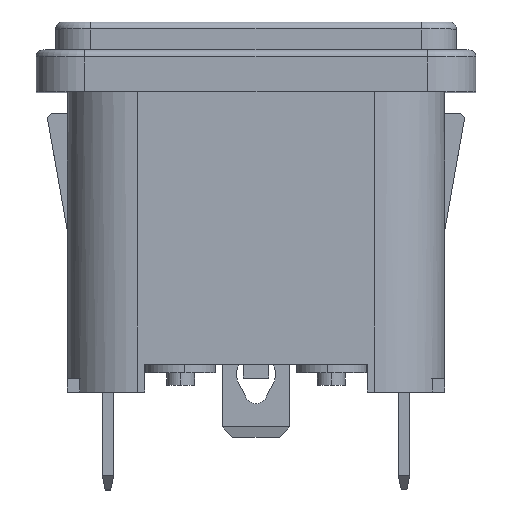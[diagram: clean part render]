
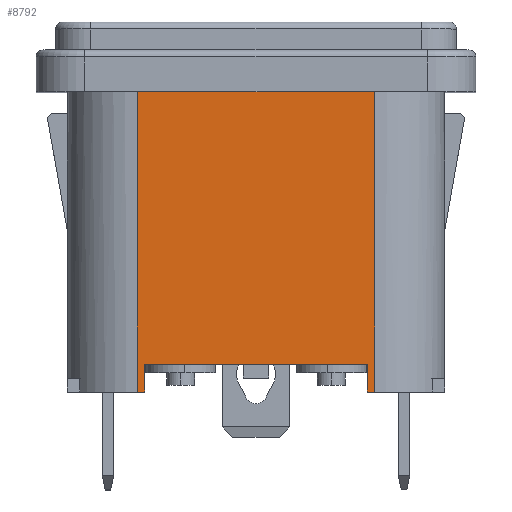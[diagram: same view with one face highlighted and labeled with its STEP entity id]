
A CAD part, top view. The second image highlights one B-rep face of the part: STEP entity #8792.
In plain terms, the highlighted planar face has unit normal (0, 0, 1).
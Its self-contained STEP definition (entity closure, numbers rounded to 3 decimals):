
#56 = VERTEX_POINT ( 'NONE', #9090 ) ;
#1467 = DIRECTION ( 'NONE',  ( 1., 0., 0. ) ) ;
#1844 = ORIENTED_EDGE ( 'NONE', *, *, #17234, .F. ) ;
#2211 = ORIENTED_EDGE ( 'NONE', *, *, #23775, .T. ) ;
#2401 = CARTESIAN_POINT ( 'NONE',  ( -6.747, -3.626, 15.6 ) ) ;
#3082 = CARTESIAN_POINT ( 'NONE',  ( -28.197, -5.626, 15.6 ) ) ;
#5104 = EDGE_CURVE ( 'NONE', #22789, #25094, #12142, .T. ) ;
#5225 = ORIENTED_EDGE ( 'NONE', *, *, #21971, .T. ) ;
#6198 = VECTOR ( 'NONE', #1467, 1000. ) ;
#6511 = VERTEX_POINT ( 'NONE', #11091 ) ;
#7157 = CARTESIAN_POINT ( 'NONE',  ( -22.647, -3.626, 15.6 ) ) ;
#8189 = VERTEX_POINT ( 'NONE', #14146 ) ;
#8357 = DIRECTION ( 'NONE',  ( 0., 1., 0. ) ) ;
#8664 = CARTESIAN_POINT ( 'NONE',  ( -23.197, 1.374, 15.6 ) ) ;
#8792 = ADVANCED_FACE ( 'NONE', ( #22538 ), #30712, .F. ) ;
#9090 = CARTESIAN_POINT ( 'NONE',  ( -23.197, 15.874, 15.6 ) ) ;
#9680 = DIRECTION ( 'NONE',  ( -1., 0., 0. ) ) ;
#9799 = CARTESIAN_POINT ( 'NONE',  ( -6.747, -3.626, 15.6 ) ) ;
#10379 = EDGE_CURVE ( 'NONE', #29586, #20684, #10953, .T. ) ;
#10599 = LINE ( 'NONE', #18461, #6198 ) ;
#10838 = VECTOR ( 'NONE', #36312, 1000. ) ;
#10953 = LINE ( 'NONE', #9799, #11833 ) ;
#11091 = CARTESIAN_POINT ( 'NONE',  ( -6.197, 15.874, 15.6 ) ) ;
#11833 = VECTOR ( 'NONE', #35122, 1000. ) ;
#12142 = LINE ( 'NONE', #17032, #10838 ) ;
#13352 = LINE ( 'NONE', #8664, #14716 ) ;
#14146 = CARTESIAN_POINT ( 'NONE',  ( -23.197, -5.626, 15.6 ) ) ;
#14716 = VECTOR ( 'NONE', #36535, 1000. ) ;
#14937 = VERTEX_POINT ( 'NONE', #35063 ) ;
#16699 = EDGE_LOOP ( 'NONE', ( #27008, #2211, #5225, #26893, #35905, #28349, #1844, #36157 ) ) ;
#16886 = CARTESIAN_POINT ( 'NONE',  ( -22.647, -3.626, 15.6 ) ) ;
#17032 = CARTESIAN_POINT ( 'NONE',  ( -22.647, -3.626, 15.6 ) ) ;
#17062 = CARTESIAN_POINT ( 'NONE',  ( -6.197, 1.374, 15.6 ) ) ;
#17234 = EDGE_CURVE ( 'NONE', #29586, #22789, #36064, .T. ) ;
#17512 = LINE ( 'NONE', #23858, #21449 ) ;
#18343 = DIRECTION ( 'NONE',  ( -1., 0., 0. ) ) ;
#18461 = CARTESIAN_POINT ( 'NONE',  ( -28.197, -5.626, 15.6 ) ) ;
#20684 = VERTEX_POINT ( 'NONE', #21132 ) ;
#21132 = CARTESIAN_POINT ( 'NONE',  ( -6.747, -5.626, 15.6 ) ) ;
#21449 = VECTOR ( 'NONE', #9680, 1000. ) ;
#21971 = EDGE_CURVE ( 'NONE', #6511, #56, #17512, .T. ) ;
#22290 = DIRECTION ( 'NONE',  ( -1., 0., 0. ) ) ;
#22538 = FACE_OUTER_BOUND ( 'NONE', #16699, .T. ) ;
#22789 = VERTEX_POINT ( 'NONE', #16886 ) ;
#23775 = EDGE_CURVE ( 'NONE', #14937, #6511, #25803, .T. ) ;
#23858 = CARTESIAN_POINT ( 'NONE',  ( -28.197, 15.874, 15.6 ) ) ;
#25094 = VERTEX_POINT ( 'NONE', #31978 ) ;
#25510 = VECTOR ( 'NONE', #34193, 1000. ) ;
#25803 = LINE ( 'NONE', #17062, #32869 ) ;
#26858 = LINE ( 'NONE', #3082, #25510 ) ;
#26893 = ORIENTED_EDGE ( 'NONE', *, *, #34525, .T. ) ;
#27008 = ORIENTED_EDGE ( 'NONE', *, *, #36169, .T. ) ;
#28349 = ORIENTED_EDGE ( 'NONE', *, *, #5104, .F. ) ;
#29436 = VECTOR ( 'NONE', #18343, 1000. ) ;
#29586 = VERTEX_POINT ( 'NONE', #2401 ) ;
#30214 = EDGE_CURVE ( 'NONE', #8189, #25094, #26858, .T. ) ;
#30712 = PLANE ( 'NONE',  #33831 ) ;
#31978 = CARTESIAN_POINT ( 'NONE',  ( -22.647, -5.626, 15.6 ) ) ;
#32869 = VECTOR ( 'NONE', #8357, 1000. ) ;
#33465 = CARTESIAN_POINT ( 'NONE',  ( -28.197, 1.374, 15.6 ) ) ;
#33831 = AXIS2_PLACEMENT_3D ( 'NONE', #33465, #36517, #22290 ) ;
#34193 = DIRECTION ( 'NONE',  ( 1., 0., 0. ) ) ;
#34525 = EDGE_CURVE ( 'NONE', #56, #8189, #13352, .T. ) ;
#35063 = CARTESIAN_POINT ( 'NONE',  ( -6.197, -5.626, 15.6 ) ) ;
#35122 = DIRECTION ( 'NONE',  ( 0., -1., 0. ) ) ;
#35905 = ORIENTED_EDGE ( 'NONE', *, *, #30214, .T. ) ;
#36064 = LINE ( 'NONE', #7157, #29436 ) ;
#36157 = ORIENTED_EDGE ( 'NONE', *, *, #10379, .T. ) ;
#36169 = EDGE_CURVE ( 'NONE', #20684, #14937, #10599, .T. ) ;
#36312 = DIRECTION ( 'NONE',  ( 0., -1., 0. ) ) ;
#36517 = DIRECTION ( 'NONE',  ( 0., 0., -1. ) ) ;
#36535 = DIRECTION ( 'NONE',  ( 0., -1., 0. ) ) ;
